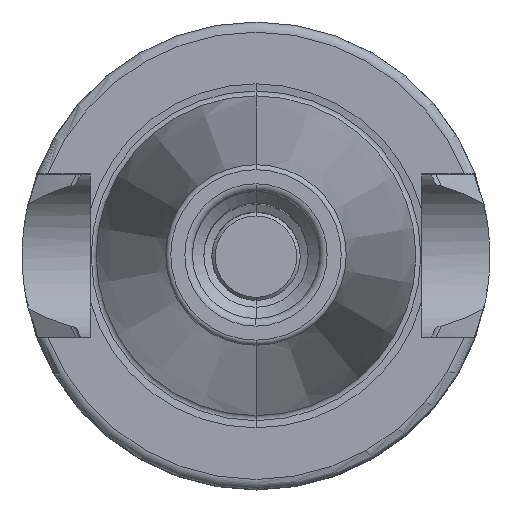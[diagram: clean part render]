
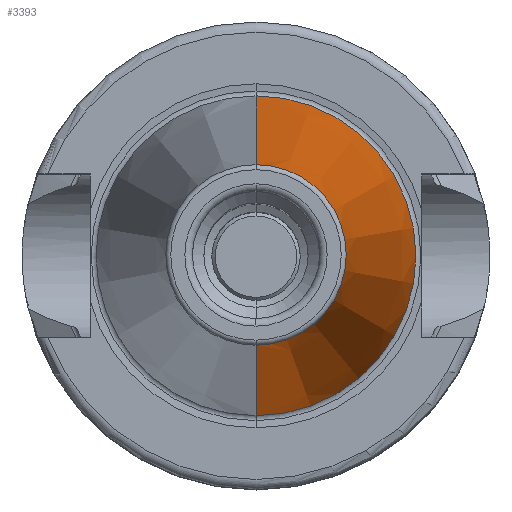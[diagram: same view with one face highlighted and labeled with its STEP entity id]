
A CAD part, top view. The second image highlights one B-rep face of the part: STEP entity #3393.
In plain terms, the highlighted conical face has half-angle 8.297 degrees and reference radius 12.304 mm.
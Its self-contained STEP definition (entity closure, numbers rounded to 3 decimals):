
#815=CARTESIAN_POINT('',(0,0,69.972));
#816=DIRECTION('',(0,0,1));
#817=DIRECTION('',(0,-1,0));
#818=AXIS2_PLACEMENT_3D('',#815,#816,#817);
#820=CARTESIAN_POINT('',(0,0,23));
#821=DIRECTION('',(0,0,-1));
#822=DIRECTION('',(0,1,0));
#823=AXIS2_PLACEMENT_3D('',#820,#821,#822);
#1064=DIRECTION('',(0.,0.144,0.99));
#1065=VECTOR('',#1064,47.469);
#1066=CARTESIAN_POINT('',(0,-15.729,23));
#1067=LINE('',#1066,#1065);
#1073=DIRECTION('',(0.,-0.144,0.99));
#1074=VECTOR('',#1073,47.469);
#1075=CARTESIAN_POINT('',(0,15.729,23));
#1076=LINE('',#1075,#1074);
#2150=CARTESIAN_POINT('',(0,15.729,23));
#2152=VERTEX_POINT('',#2150);
#2166=CARTESIAN_POINT('',(0,-15.729,23));
#2168=VERTEX_POINT('',#2166);
#2193=CARTESIAN_POINT('',(0,8.879,69.972));
#2194=CARTESIAN_POINT('',(0,-8.879,69.972));
#2195=VERTEX_POINT('',#2193);
#2196=VERTEX_POINT('',#2194);
#3379=CARTESIAN_POINT('',(0,0,46.486));
#3380=DIRECTION('',(0,0,-1));
#3381=DIRECTION('',(0,-1,0));
#3382=AXIS2_PLACEMENT_3D('',#3379,#3380,#3381);
#3383=CONICAL_SURFACE('',#3382,12.304,8.297);
#3385=ORIENTED_EDGE('',*,*,#3384,.T.);
#3387=ORIENTED_EDGE('',*,*,#3386,.F.);
#3388=ORIENTED_EDGE('',*,*,#3374,.T.);
#3390=ORIENTED_EDGE('',*,*,#3389,.T.);
#3391=EDGE_LOOP('',(#3385,#3387,#3388,#3390));
#3392=FACE_OUTER_BOUND('',#3391,.F.);
#3393=ADVANCED_FACE('',(#3392),#3383,.T.);
#819=CIRCLE('',#818,8.879);
#824=CIRCLE('',#823,15.729);
#3374=EDGE_CURVE('',#2152,#2168,#824,.T.);
#3384=EDGE_CURVE('',#2196,#2195,#819,.T.);
#3386=EDGE_CURVE('',#2152,#2195,#1076,.T.);
#3389=EDGE_CURVE('',#2168,#2196,#1067,.T.);
